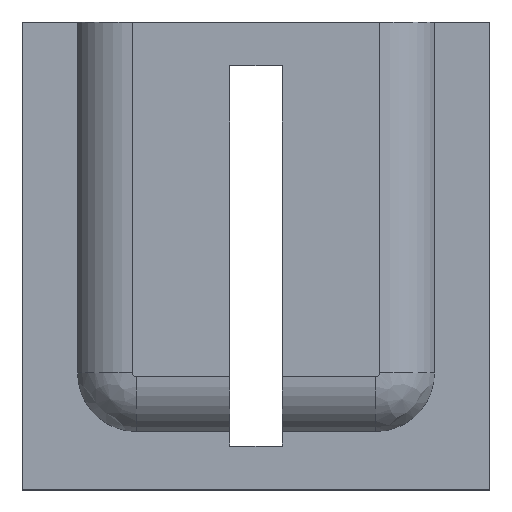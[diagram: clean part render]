
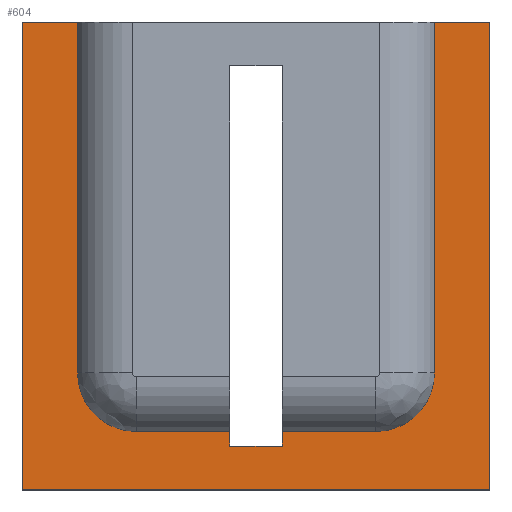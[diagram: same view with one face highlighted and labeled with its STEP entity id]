
A CAD part, top view. The second image highlights one B-rep face of the part: STEP entity #604.
In plain terms, the highlighted planar face has unit normal (0, 0, 1).
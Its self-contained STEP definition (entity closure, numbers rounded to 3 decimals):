
#41=PLANE('',#679);
#74=FACE_OUTER_BOUND('',#113,.T.);
#113=EDGE_LOOP('',(#463,#464,#465,#466,#467,#468,#469,#470,#471,#472,#473,
#474,#475,#476));
#152=LINE('',#977,#199);
#156=LINE('',#985,#203);
#157=LINE('',#987,#204);
#158=LINE('',#989,#205);
#159=LINE('',#993,#206);
#160=LINE('',#995,#207);
#161=LINE('',#997,#208);
#162=LINE('',#999,#209);
#163=LINE('',#1001,#210);
#164=LINE('',#1003,#211);
#165=LINE('',#1005,#212);
#166=LINE('',#1008,#213);
#199=VECTOR('',#808,10.);
#203=VECTOR('',#814,10.);
#204=VECTOR('',#815,10.);
#205=VECTOR('',#816,10.);
#206=VECTOR('',#819,10.);
#207=VECTOR('',#820,10.);
#208=VECTOR('',#821,10.);
#209=VECTOR('',#822,10.);
#210=VECTOR('',#823,10.);
#211=VECTOR('',#824,10.);
#212=VECTOR('',#825,10.);
#213=VECTOR('',#828,10.);
#257=CIRCLE('',#680,20.);
#258=CIRCLE('',#681,20.);
#291=VERTEX_POINT('',#975);
#292=VERTEX_POINT('',#976);
#295=VERTEX_POINT('',#984);
#296=VERTEX_POINT('',#986);
#297=VERTEX_POINT('',#988);
#298=VERTEX_POINT('',#990);
#299=VERTEX_POINT('',#992);
#300=VERTEX_POINT('',#994);
#301=VERTEX_POINT('',#996);
#302=VERTEX_POINT('',#998);
#303=VERTEX_POINT('',#1000);
#304=VERTEX_POINT('',#1002);
#305=VERTEX_POINT('',#1004);
#306=VERTEX_POINT('',#1006);
#356=EDGE_CURVE('',#291,#292,#152,.T.);
#360=EDGE_CURVE('',#295,#291,#156,.T.);
#361=EDGE_CURVE('',#292,#296,#157,.T.);
#362=EDGE_CURVE('',#296,#297,#158,.T.);
#363=EDGE_CURVE('',#298,#297,#257,.F.);
#364=EDGE_CURVE('',#298,#299,#159,.T.);
#365=EDGE_CURVE('',#299,#300,#160,.T.);
#366=EDGE_CURVE('',#300,#301,#161,.T.);
#367=EDGE_CURVE('',#301,#302,#162,.T.);
#368=EDGE_CURVE('',#302,#303,#163,.T.);
#369=EDGE_CURVE('',#303,#304,#164,.T.);
#370=EDGE_CURVE('',#304,#305,#165,.T.);
#371=EDGE_CURVE('',#306,#305,#258,.F.);
#372=EDGE_CURVE('',#306,#295,#166,.T.);
#463=ORIENTED_EDGE('',*,*,#360,.T.);
#464=ORIENTED_EDGE('',*,*,#356,.T.);
#465=ORIENTED_EDGE('',*,*,#361,.T.);
#466=ORIENTED_EDGE('',*,*,#362,.T.);
#467=ORIENTED_EDGE('',*,*,#363,.F.);
#468=ORIENTED_EDGE('',*,*,#364,.T.);
#469=ORIENTED_EDGE('',*,*,#365,.T.);
#470=ORIENTED_EDGE('',*,*,#366,.T.);
#471=ORIENTED_EDGE('',*,*,#367,.T.);
#472=ORIENTED_EDGE('',*,*,#368,.T.);
#473=ORIENTED_EDGE('',*,*,#369,.T.);
#474=ORIENTED_EDGE('',*,*,#370,.T.);
#475=ORIENTED_EDGE('',*,*,#371,.F.);
#476=ORIENTED_EDGE('',*,*,#372,.T.);
#604=ADVANCED_FACE('',(#74),#41,.T.);
#679=AXIS2_PLACEMENT_3D('',#983,#812,#813);
#680=AXIS2_PLACEMENT_3D('',#991,#817,#818);
#681=AXIS2_PLACEMENT_3D('',#1007,#826,#827);
#808=DIRECTION('',(-1.,0.,0.));
#812=DIRECTION('center_axis',(0.,0.,1.));
#813=DIRECTION('ref_axis',(1.,0.,0.));
#814=DIRECTION('',(0.,-1.,0.));
#815=DIRECTION('',(0.,1.,0.));
#816=DIRECTION('',(-1.,0.,0.));
#817=DIRECTION('center_axis',(0.,0.,-1.));
#818=DIRECTION('ref_axis',(-0.707,-0.707,0.));
#819=DIRECTION('',(0.,1.,0.));
#820=DIRECTION('',(-1.,0.,0.));
#821=DIRECTION('',(0.,-1.,0.));
#822=DIRECTION('',(1.,0.,0.));
#823=DIRECTION('',(0.,1.,0.));
#824=DIRECTION('',(-1.,0.,0.));
#825=DIRECTION('',(0.,-1.,0.));
#826=DIRECTION('center_axis',(0.,0.,-1.));
#827=DIRECTION('ref_axis',(0.707,-0.707,0.));
#828=DIRECTION('',(-1.,0.,0.));
#975=CARTESIAN_POINT('',(89.,15.,7.));
#976=CARTESIAN_POINT('',(71.,15.,7.));
#977=CARTESIAN_POINT('',(75.5,15.,7.));
#983=CARTESIAN_POINT('Origin',(80.,80.,7.));
#984=CARTESIAN_POINT('',(89.,20.,7.));
#985=CARTESIAN_POINT('',(89.,47.5,7.));
#986=CARTESIAN_POINT('',(71.,20.,7.));
#987=CARTESIAN_POINT('',(71.,112.5,7.));
#988=CARTESIAN_POINT('',(39.,20.,7.));
#989=CARTESIAN_POINT('',(49.5,20.,7.));
#990=CARTESIAN_POINT('',(19.,40.,7.));
#991=CARTESIAN_POINT('Origin',(39.,40.,7.));
#992=CARTESIAN_POINT('',(19.,160.,7.));
#993=CARTESIAN_POINT('',(19.,120.,7.));
#994=CARTESIAN_POINT('',(0.,160.,7.));
#995=CARTESIAN_POINT('',(160.,160.,7.));
#996=CARTESIAN_POINT('',(0.,0.,7.));
#997=CARTESIAN_POINT('',(0.,160.,7.));
#998=CARTESIAN_POINT('',(160.,0.,7.));
#999=CARTESIAN_POINT('',(0.,0.,7.));
#1000=CARTESIAN_POINT('',(160.,160.,7.));
#1001=CARTESIAN_POINT('',(160.,0.,7.));
#1002=CARTESIAN_POINT('',(141.,160.,7.));
#1003=CARTESIAN_POINT('',(160.,160.,7.));
#1004=CARTESIAN_POINT('',(141.,40.,7.));
#1005=CARTESIAN_POINT('',(141.,50.,7.));
#1006=CARTESIAN_POINT('',(121.,20.,7.));
#1007=CARTESIAN_POINT('Origin',(121.,40.,7.));
#1008=CARTESIAN_POINT('',(84.5,20.,7.));
